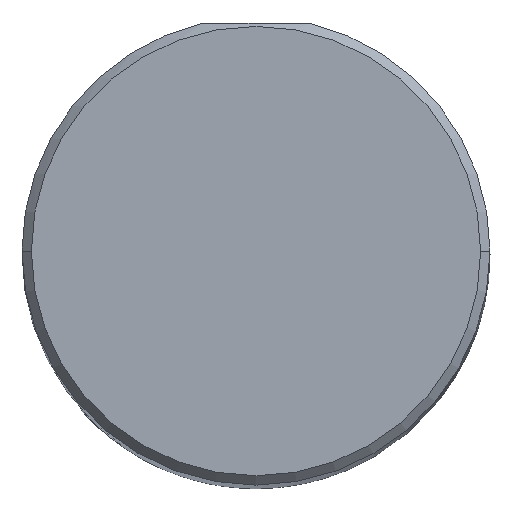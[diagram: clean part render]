
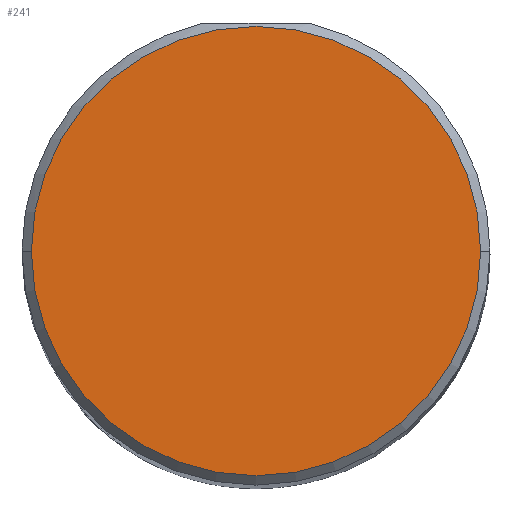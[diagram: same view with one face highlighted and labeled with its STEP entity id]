
A CAD part, top view. The second image highlights one B-rep face of the part: STEP entity #241.
In plain terms, the highlighted planar face has unit normal (0, 0, 1).
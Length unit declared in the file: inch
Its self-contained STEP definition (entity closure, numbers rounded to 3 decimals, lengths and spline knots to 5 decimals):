
#26 = CARTESIAN_POINT ( 'NONE',  ( 0., 0., 4. ) ) ;
#53 = CIRCLE ( 'NONE', #67, 0.36 ) ;
#57 = DIRECTION ( 'NONE',  ( 0., 0., 1. ) ) ;
#67 = AXIS2_PLACEMENT_3D ( 'NONE', #151, #57, #453 ) ;
#75 = AXIS2_PLACEMENT_3D ( 'NONE', #26, #86, #708 ) ;
#86 = DIRECTION ( 'NONE',  ( 0., 0., 1. ) ) ;
#120 = VERTEX_POINT ( 'NONE', #418 ) ;
#123 = CIRCLE ( 'NONE', #698, 0.36 ) ;
#133 = PLANE ( 'NONE',  #75 ) ;
#151 = CARTESIAN_POINT ( 'NONE',  ( 0., 0., 4. ) ) ;
#204 = CARTESIAN_POINT ( 'NONE',  ( -0.36, 0., 4. ) ) ;
#241 = ADVANCED_FACE ( 'NONE', ( #590 ), #133, .T. ) ;
#248 = EDGE_LOOP ( 'NONE', ( #582, #356 ) ) ;
#264 = CARTESIAN_POINT ( 'NONE',  ( 0., 0., 4. ) ) ;
#290 = VERTEX_POINT ( 'NONE', #204 ) ;
#356 = ORIENTED_EDGE ( 'NONE', *, *, #498, .T. ) ;
#373 = EDGE_CURVE ( 'NONE', #290, #120, #53, .T. ) ;
#401 = DIRECTION ( 'NONE',  ( 0., 0., 1. ) ) ;
#418 = CARTESIAN_POINT ( 'NONE',  ( 0.36, 0., 4. ) ) ;
#453 = DIRECTION ( 'NONE',  ( 1., 0., 0. ) ) ;
#498 = EDGE_CURVE ( 'NONE', #120, #290, #123, .T. ) ;
#582 = ORIENTED_EDGE ( 'NONE', *, *, #373, .T. ) ;
#590 = FACE_OUTER_BOUND ( 'NONE', #248, .T. ) ;
#625 = DIRECTION ( 'NONE',  ( 1., 0., 0. ) ) ;
#698 = AXIS2_PLACEMENT_3D ( 'NONE', #264, #401, #625 ) ;
#708 = DIRECTION ( 'NONE',  ( 1., 0., 0. ) ) ;
